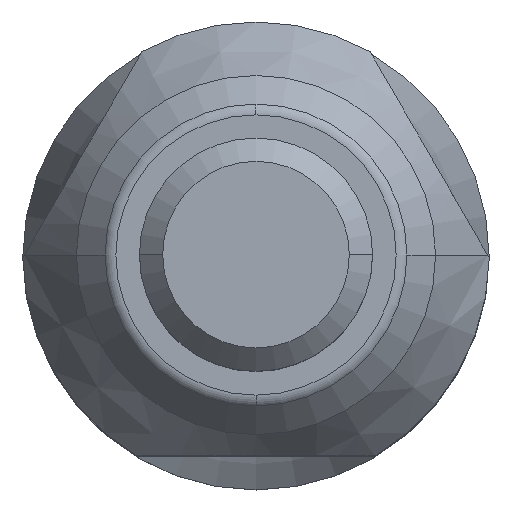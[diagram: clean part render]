
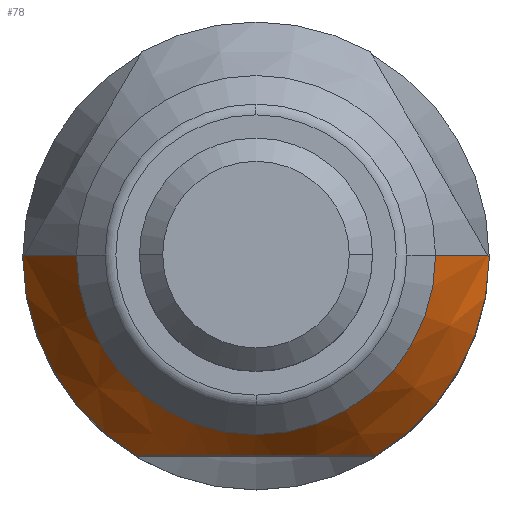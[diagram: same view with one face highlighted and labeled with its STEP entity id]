
A CAD part, top view. The second image highlights one B-rep face of the part: STEP entity #78.
In plain terms, the highlighted conical face has half-angle 31.59 degrees and reference radius 4.425 mm.
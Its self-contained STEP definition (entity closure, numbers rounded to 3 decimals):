
#78=ADVANCED_FACE('',(#188),#189,.T.);
#188=FACE_OUTER_BOUND('',#331,.T.);
#189=CONICAL_SURFACE('',#332,4.425,0.551);
#331=EDGE_LOOP('',(#498,#499,#500,#501,#502,#503,#504,#505));
#332=AXIS2_PLACEMENT_3D('',#506,#507,#508);
#498=ORIENTED_EDGE('',*,*,#862,.F.);
#499=ORIENTED_EDGE('',*,*,#863,.T.);
#500=ORIENTED_EDGE('',*,*,#864,.F.);
#501=ORIENTED_EDGE('',*,*,#865,.T.);
#502=ORIENTED_EDGE('',*,*,#866,.F.);
#503=ORIENTED_EDGE('',*,*,#867,.T.);
#504=ORIENTED_EDGE('',*,*,#868,.F.);
#505=ORIENTED_EDGE('',*,*,#869,.T.);
#506=CARTESIAN_POINT('',(0.0,0.,20.175));
#507=DIRECTION('',(0.0,0.,-1.0));
#508=DIRECTION('',(1.0,0.0,0.0));
#862=EDGE_CURVE('',#1028,#1029,#1030,.T.);
#863=EDGE_CURVE('',#1028,#1031,#1032,.T.);
#864=EDGE_CURVE('',#1033,#1031,#1034,.T.);
#865=EDGE_CURVE('',#1033,#1035,#1036,.T.);
#866=EDGE_CURVE('',#1037,#1035,#1038,.T.);
#867=EDGE_CURVE('',#1037,#1039,#1040,.T.);
#868=EDGE_CURVE('',#1041,#1039,#1042,.T.);
#869=EDGE_CURVE('',#1041,#1029,#1043,.T.);
#1028=VERTEX_POINT('',#1299);
#1029=VERTEX_POINT('',#1300);
#1030=LINE('',#1301,#1302);
#1031=VERTEX_POINT('',#1303);
#1032=CIRCLE('',#1304,3.85);
#1033=VERTEX_POINT('',#1305);
#1034=LINE('',#1306,#1307);
#1035=VERTEX_POINT('',#1308);
#1036=(B_SPLINE_CURVE(2,(#1310,#1311,#1312),.UNSPECIFIED.,.F.,.F.)B_SPLINE_CURVE_WITH_KNOTS((3,3),(0.0,5.588),.UNSPECIFIED.)RATIONAL_B_SPLINE_CURVE((1.0,1.163,1.0))BOUNDED_CURVE()REPRESENTATION_ITEM('')GEOMETRIC_REPRESENTATION_ITEM()CURVE());
#1037=VERTEX_POINT('',#1319);
#1038=CIRCLE('',#1320,5.0);
#1039=VERTEX_POINT('',#1321);
#1040=(B_SPLINE_CURVE(2,(#1323,#1324,#1325),.UNSPECIFIED.,.F.,.F.)B_SPLINE_CURVE_WITH_KNOTS((3,3),(0.0,5.588),.UNSPECIFIED.)RATIONAL_B_SPLINE_CURVE((1.0,1.163,1.0))BOUNDED_CURVE()REPRESENTATION_ITEM('')GEOMETRIC_REPRESENTATION_ITEM()CURVE());
#1041=VERTEX_POINT('',#1332);
#1042=CIRCLE('',#1333,5.0);
#1043=(B_SPLINE_CURVE(2,(#1335,#1336,#1337),.UNSPECIFIED.,.F.,.F.)B_SPLINE_CURVE_WITH_KNOTS((3,3),(0.0,5.588),.UNSPECIFIED.)RATIONAL_B_SPLINE_CURVE((1.0,1.163,1.0))BOUNDED_CURVE()REPRESENTATION_ITEM('')GEOMETRIC_REPRESENTATION_ITEM()CURVE());
#1299=CARTESIAN_POINT('',(3.85,0.,21.11));
#1300=CARTESIAN_POINT('',(4.965,0.,19.297));
#1301=CARTESIAN_POINT('',(4.425,0.,20.175));
#1302=VECTOR('',#1802,1.0);
#1303=CARTESIAN_POINT('',(-3.85,0.,21.11));
#1304=AXIS2_PLACEMENT_3D('',#1803,#1804,#1805);
#1305=CARTESIAN_POINT('',(-4.965,0.,19.297));
#1306=CARTESIAN_POINT('',(-4.425,0.,20.175));
#1307=VECTOR('',#1806,1.0);
#1308=CARTESIAN_POINT('',(-5.,-0.06,19.24));
#1310=CARTESIAN_POINT('',(-2.448,4.36,19.24));
#1311=CARTESIAN_POINT('',(-3.724,2.15,21.357));
#1312=CARTESIAN_POINT('',(-5.,-0.06,19.24));
#1319=CARTESIAN_POINT('',(-2.551,-4.3,19.24));
#1320=AXIS2_PLACEMENT_3D('',#1807,#1808,#1809);
#1321=CARTESIAN_POINT('',(2.551,-4.3,19.24));
#1323=CARTESIAN_POINT('',(-2.551,-4.3,19.24));
#1324=CARTESIAN_POINT('',(0.0,-4.3,21.357));
#1325=CARTESIAN_POINT('',(2.551,-4.3,19.24));
#1332=CARTESIAN_POINT('',(5.,-0.06,19.24));
#1333=AXIS2_PLACEMENT_3D('',#1810,#1811,#1812);
#1335=CARTESIAN_POINT('',(5.,-0.06,19.24));
#1336=CARTESIAN_POINT('',(3.724,2.15,21.357));
#1337=CARTESIAN_POINT('',(2.448,4.36,19.24));
#1802=DIRECTION('',(0.524,0.,-0.852));
#1803=CARTESIAN_POINT('',(0.0,0.,21.11));
#1804=DIRECTION('',(0.0,0.,-1.0));
#1805=DIRECTION('',(1.0,0.0,0.0));
#1806=DIRECTION('',(0.524,0.,0.852));
#1807=CARTESIAN_POINT('',(0.0,0.,19.24));
#1808=DIRECTION('',(0.0,0.,-1.0));
#1809=DIRECTION('',(1.0,0.0,0.0));
#1810=CARTESIAN_POINT('',(0.0,0.,19.24));
#1811=DIRECTION('',(0.0,0.,-1.0));
#1812=DIRECTION('',(1.0,0.0,0.0));
